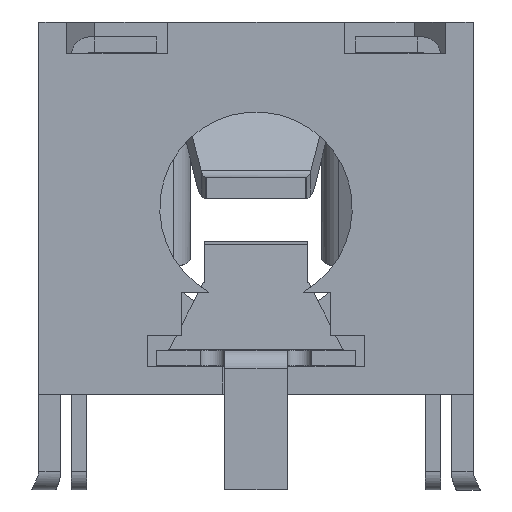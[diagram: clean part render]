
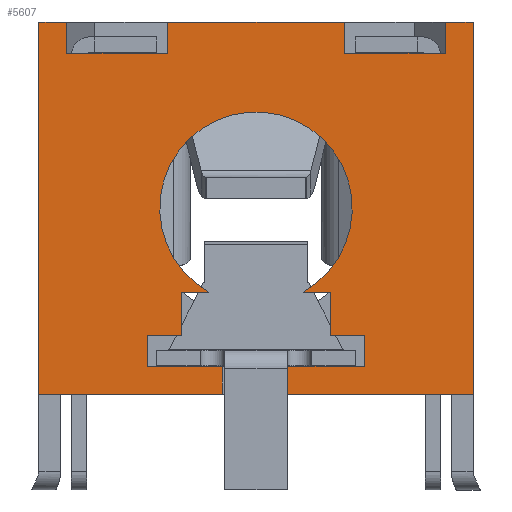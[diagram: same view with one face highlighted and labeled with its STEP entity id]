
A CAD part, left-side view. The second image highlights one B-rep face of the part: STEP entity #5607.
In plain terms, the highlighted planar face has unit normal (-1, 0, 0).
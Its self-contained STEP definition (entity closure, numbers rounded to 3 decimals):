
#137=PLANE('',#5961);
#464=FACE_OUTER_BOUND('',#782,.T.);
#782=EDGE_LOOP('',(#4093,#4094,#4095,#4096,#4097,#4098,#4099,#4100,#4101,
#4102,#4103,#4104,#4105,#4106,#4107,#4108,#4109,#4110,#4111,#4112,#4113,
#4114,#4115,#4116,#4117,#4118));
#1126=LINE('',#7934,#1805);
#1131=LINE('',#7943,#1810);
#1147=LINE('',#7975,#1826);
#1168=LINE('',#8014,#1847);
#1184=LINE('',#8047,#1863);
#1190=LINE('',#8057,#1869);
#1193=LINE('',#8063,#1872);
#1194=LINE('',#8067,#1873);
#1195=LINE('',#8068,#1874);
#1196=LINE('',#8070,#1875);
#1197=LINE('',#8072,#1876);
#1198=LINE('',#8073,#1877);
#1199=LINE('',#8075,#1878);
#1200=LINE('',#8077,#1879);
#1201=LINE('',#8078,#1880);
#1202=LINE('',#8080,#1881);
#1203=LINE('',#8082,#1882);
#1204=LINE('',#8084,#1883);
#1205=LINE('',#8086,#1884);
#1206=LINE('',#8088,#1885);
#1207=LINE('',#8089,#1886);
#1208=LINE('',#8091,#1887);
#1209=LINE('',#8093,#1888);
#1210=LINE('',#8095,#1889);
#1211=LINE('',#8096,#1890);
#1805=VECTOR('',#6437,1000.);
#1810=VECTOR('',#6444,1000.);
#1826=VECTOR('',#6470,1000.);
#1847=VECTOR('',#6491,1000.);
#1863=VECTOR('',#6515,1000.);
#1869=VECTOR('',#6523,1000.);
#1872=VECTOR('',#6528,1000.);
#1873=VECTOR('',#6531,1000.);
#1874=VECTOR('',#6532,1000.);
#1875=VECTOR('',#6533,1000.);
#1876=VECTOR('',#6534,1000.);
#1877=VECTOR('',#6535,1000.);
#1878=VECTOR('',#6536,1000.);
#1879=VECTOR('',#6537,1000.);
#1880=VECTOR('',#6538,1000.);
#1881=VECTOR('',#6539,1000.);
#1882=VECTOR('',#6540,1000.);
#1883=VECTOR('',#6541,1000.);
#1884=VECTOR('',#6542,1000.);
#1885=VECTOR('',#6543,1000.);
#1886=VECTOR('',#6544,1000.);
#1887=VECTOR('',#6545,1000.);
#1888=VECTOR('',#6546,1000.);
#1889=VECTOR('',#6547,1000.);
#1890=VECTOR('',#6548,1000.);
#2456=CIRCLE('',#5942,1.55);
#2535=VERTEX_POINT('',#7842);
#2536=VERTEX_POINT('',#7844);
#2575=VERTEX_POINT('',#7931);
#2576=VERTEX_POINT('',#7933);
#2578=VERTEX_POINT('',#7938);
#2579=VERTEX_POINT('',#7941);
#2587=VERTEX_POINT('',#7968);
#2589=VERTEX_POINT('',#7972);
#2590=VERTEX_POINT('',#7974);
#2608=VERTEX_POINT('',#8012);
#2624=VERTEX_POINT('',#8055);
#2626=VERTEX_POINT('',#8061);
#2627=VERTEX_POINT('',#8065);
#2628=VERTEX_POINT('',#8066);
#2629=VERTEX_POINT('',#8069);
#2630=VERTEX_POINT('',#8071);
#2631=VERTEX_POINT('',#8074);
#2632=VERTEX_POINT('',#8076);
#2633=VERTEX_POINT('',#8079);
#2634=VERTEX_POINT('',#8081);
#2635=VERTEX_POINT('',#8083);
#2636=VERTEX_POINT('',#8085);
#2637=VERTEX_POINT('',#8087);
#2638=VERTEX_POINT('',#8090);
#2639=VERTEX_POINT('',#8092);
#2640=VERTEX_POINT('',#8094);
#3080=EDGE_CURVE('',#2535,#2536,#2456,.T.);
#3123=EDGE_CURVE('',#2576,#2575,#1126,.T.);
#3128=EDGE_CURVE('',#2578,#2579,#1131,.T.);
#3144=EDGE_CURVE('',#2590,#2589,#1147,.T.);
#3165=EDGE_CURVE('',#2587,#2608,#1168,.T.);
#3181=EDGE_CURVE('',#2579,#2590,#1184,.T.);
#3187=EDGE_CURVE('',#2608,#2624,#1190,.T.);
#3190=EDGE_CURVE('',#2624,#2626,#1193,.T.);
#3191=EDGE_CURVE('',#2627,#2628,#1194,.T.);
#3192=EDGE_CURVE('',#2627,#2587,#1195,.T.);
#3193=EDGE_CURVE('',#2629,#2626,#1196,.T.);
#3194=EDGE_CURVE('',#2630,#2629,#1197,.T.);
#3195=EDGE_CURVE('',#2630,#2576,#1198,.T.);
#3196=EDGE_CURVE('',#2631,#2575,#1199,.T.);
#3197=EDGE_CURVE('',#2632,#2631,#1200,.T.);
#3198=EDGE_CURVE('',#2632,#2578,#1201,.T.);
#3199=EDGE_CURVE('',#2633,#2589,#1202,.T.);
#3200=EDGE_CURVE('',#2634,#2633,#1203,.T.);
#3201=EDGE_CURVE('',#2635,#2634,#1204,.T.);
#3202=EDGE_CURVE('',#2636,#2635,#1205,.T.);
#3203=EDGE_CURVE('',#2637,#2636,#1206,.T.);
#3204=EDGE_CURVE('',#2536,#2637,#1207,.T.);
#3205=EDGE_CURVE('',#2638,#2535,#1208,.T.);
#3206=EDGE_CURVE('',#2639,#2638,#1209,.T.);
#3207=EDGE_CURVE('',#2640,#2639,#1210,.T.);
#3208=EDGE_CURVE('',#2628,#2640,#1211,.T.);
#4093=ORIENTED_EDGE('',*,*,#3191,.F.);
#4094=ORIENTED_EDGE('',*,*,#3192,.T.);
#4095=ORIENTED_EDGE('',*,*,#3165,.T.);
#4096=ORIENTED_EDGE('',*,*,#3187,.T.);
#4097=ORIENTED_EDGE('',*,*,#3190,.T.);
#4098=ORIENTED_EDGE('',*,*,#3193,.F.);
#4099=ORIENTED_EDGE('',*,*,#3194,.F.);
#4100=ORIENTED_EDGE('',*,*,#3195,.T.);
#4101=ORIENTED_EDGE('',*,*,#3123,.T.);
#4102=ORIENTED_EDGE('',*,*,#3196,.F.);
#4103=ORIENTED_EDGE('',*,*,#3197,.F.);
#4104=ORIENTED_EDGE('',*,*,#3198,.T.);
#4105=ORIENTED_EDGE('',*,*,#3128,.T.);
#4106=ORIENTED_EDGE('',*,*,#3181,.T.);
#4107=ORIENTED_EDGE('',*,*,#3144,.T.);
#4108=ORIENTED_EDGE('',*,*,#3199,.F.);
#4109=ORIENTED_EDGE('',*,*,#3200,.F.);
#4110=ORIENTED_EDGE('',*,*,#3201,.F.);
#4111=ORIENTED_EDGE('',*,*,#3202,.F.);
#4112=ORIENTED_EDGE('',*,*,#3203,.F.);
#4113=ORIENTED_EDGE('',*,*,#3204,.F.);
#4114=ORIENTED_EDGE('',*,*,#3080,.F.);
#4115=ORIENTED_EDGE('',*,*,#3205,.F.);
#4116=ORIENTED_EDGE('',*,*,#3206,.F.);
#4117=ORIENTED_EDGE('',*,*,#3207,.F.);
#4118=ORIENTED_EDGE('',*,*,#3208,.F.);
#5607=ADVANCED_FACE('',(#464),#137,.T.);
#5942=AXIS2_PLACEMENT_3D('',#7845,#6381,#6382);
#5961=AXIS2_PLACEMENT_3D('',#8064,#6529,#6530);
#6381=DIRECTION('center_axis',(-1.,0.,0.));
#6382=DIRECTION('ref_axis',(0.,-1.,0.));
#6437=DIRECTION('',(0.,1.,0.));
#6444=DIRECTION('',(0.,1.,0.));
#6470=DIRECTION('',(0.,-1.,0.));
#6491=DIRECTION('',(0.,-1.,0.));
#6515=DIRECTION('',(0.,0.,-1.));
#6523=DIRECTION('',(0.,0.,1.));
#6528=DIRECTION('',(0.,1.,0.));
#6529=DIRECTION('center_axis',(-1.,0.,0.));
#6530=DIRECTION('ref_axis',(0.,-1.,0.));
#6531=DIRECTION('',(0.,-1.,0.));
#6532=DIRECTION('',(0.,0.,-1.));
#6533=DIRECTION('',(0.,0.,1.));
#6534=DIRECTION('',(0.,-1.,0.));
#6535=DIRECTION('',(0.,0.,1.));
#6536=DIRECTION('',(0.,0.,1.));
#6537=DIRECTION('',(0.,-1.,0.));
#6538=DIRECTION('',(0.,0.,1.));
#6539=DIRECTION('',(0.,0.,-1.));
#6540=DIRECTION('',(0.,-1.,0.));
#6541=DIRECTION('',(0.,0.,-1.));
#6542=DIRECTION('',(0.,1.,0.));
#6543=DIRECTION('',(0.,0.,-1.));
#6544=DIRECTION('',(0.,1.,0.));
#6545=DIRECTION('',(0.,1.,0.));
#6546=DIRECTION('',(0.,0.,1.));
#6547=DIRECTION('',(0.,1.,0.));
#6548=DIRECTION('',(0.,0.,1.));
#7842=CARTESIAN_POINT('',(-2.496,-0.866,2.25));
#7844=CARTESIAN_POINT('',(-2.496,0.657,2.25));
#7845=CARTESIAN_POINT('Origin',(-2.496,-0.104,3.6));
#7931=CARTESIAN_POINT('',(-2.496,1.321,6.6));
#7933=CARTESIAN_POINT('',(-2.496,-1.529,6.6));
#7934=CARTESIAN_POINT('',(-2.496,-2.654,6.6));
#7938=CARTESIAN_POINT('',(-2.496,2.946,6.6));
#7941=CARTESIAN_POINT('',(-2.496,3.396,6.6));
#7943=CARTESIAN_POINT('',(-2.496,-2.654,6.6));
#7968=CARTESIAN_POINT('',(-2.496,-0.614,0.6));
#7972=CARTESIAN_POINT('',(-2.496,0.436,0.6));
#7974=CARTESIAN_POINT('',(-2.496,3.396,0.6));
#7975=CARTESIAN_POINT('',(-2.496,3.396,0.6));
#8012=CARTESIAN_POINT('',(-2.496,-3.604,0.6));
#8014=CARTESIAN_POINT('',(-2.496,3.396,0.6));
#8047=CARTESIAN_POINT('',(-2.496,3.396,6.6));
#8055=CARTESIAN_POINT('',(-2.496,-3.604,6.6));
#8057=CARTESIAN_POINT('',(-2.496,-3.604,0.6));
#8061=CARTESIAN_POINT('',(-2.496,-3.154,6.6));
#8063=CARTESIAN_POINT('',(-2.496,-2.654,6.6));
#8064=CARTESIAN_POINT('Origin',(-2.496,-0.104,3.6));
#8065=CARTESIAN_POINT('',(-2.496,-0.614,1.05));
#8066=CARTESIAN_POINT('',(-2.496,-1.854,1.05));
#8067=CARTESIAN_POINT('',(-2.496,-1.854,1.05));
#8068=CARTESIAN_POINT('',(-2.496,-0.614,1.05));
#8069=CARTESIAN_POINT('',(-2.496,-3.154,6.1));
#8070=CARTESIAN_POINT('',(-2.496,-3.154,6.1));
#8071=CARTESIAN_POINT('',(-2.496,-1.529,6.1));
#8072=CARTESIAN_POINT('',(-2.496,-1.529,6.1));
#8073=CARTESIAN_POINT('',(-2.496,-1.529,6.1));
#8074=CARTESIAN_POINT('',(-2.496,1.321,6.1));
#8075=CARTESIAN_POINT('',(-2.496,1.321,6.1));
#8076=CARTESIAN_POINT('',(-2.496,2.946,6.1));
#8077=CARTESIAN_POINT('',(-2.496,2.946,6.1));
#8078=CARTESIAN_POINT('',(-2.496,2.946,6.1));
#8079=CARTESIAN_POINT('',(-2.496,0.436,1.05));
#8080=CARTESIAN_POINT('',(-2.496,0.436,1.05));
#8081=CARTESIAN_POINT('',(-2.496,1.646,1.05));
#8082=CARTESIAN_POINT('',(-2.496,-1.854,1.05));
#8083=CARTESIAN_POINT('',(-2.496,1.646,1.55));
#8084=CARTESIAN_POINT('',(-2.496,1.646,1.05));
#8085=CARTESIAN_POINT('',(-2.496,1.096,1.55));
#8086=CARTESIAN_POINT('',(-2.496,1.646,1.55));
#8087=CARTESIAN_POINT('',(-2.496,1.096,2.25));
#8088=CARTESIAN_POINT('',(-2.496,1.096,1.55));
#8089=CARTESIAN_POINT('',(-2.496,1.096,2.25));
#8090=CARTESIAN_POINT('',(-2.496,-1.304,2.25));
#8091=CARTESIAN_POINT('',(-2.496,-0.866,2.25));
#8092=CARTESIAN_POINT('',(-2.496,-1.304,1.55));
#8093=CARTESIAN_POINT('',(-2.496,-1.304,2.25));
#8094=CARTESIAN_POINT('',(-2.496,-1.854,1.55));
#8095=CARTESIAN_POINT('',(-2.496,-1.304,1.55));
#8096=CARTESIAN_POINT('',(-2.496,-1.854,1.55));
